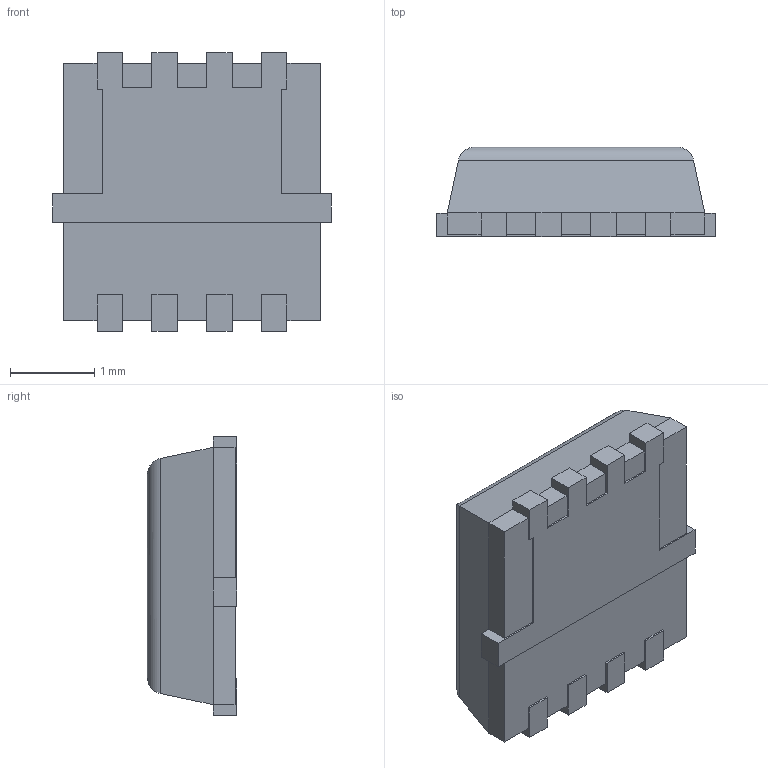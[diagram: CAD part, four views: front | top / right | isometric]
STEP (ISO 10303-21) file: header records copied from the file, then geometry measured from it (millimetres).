
FILE_DESCRIPTION (( 'STEP AP214' ), '1' );
FILE_NAME ('SQS401EN-T1-GE3.STEP', '2022-09-20T11:58:20', ( '' ), ( '' ), 'SwSTEP 2.0', 'SolidWorks 2018', '' );
FILE_SCHEMA (( 'AUTOMOTIVE_DESIGN' ));
Length unit declared in the file: millimetre
Products named in the file (1): SQS401EN-T1-GE3
Bounding box: 3.3 x 1.06 x 3.3 mm (x, y, z)
Volume: 9.1 mm3; surface area: 30.3 mm2
Topology: 1 solids, 1 shells, 84 faces, 218 edges, 136 vertices
Faces by surface type: plane 80, cylinder 4
Entity records: 2831 total; most frequent: CARTESIAN_POINT 451, ORIENTED_EDGE 436, DIRECTION 384, EDGE_CURVE 218, VECTOR 214, LINE 214, VERTEX_POINT 136, AXIS2_PLACEMENT_3D 85
